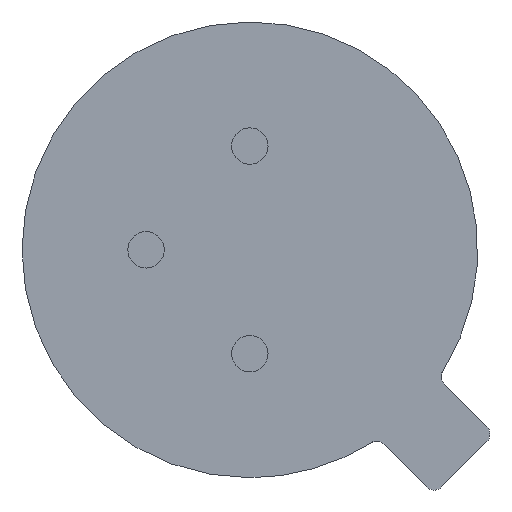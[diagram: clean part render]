
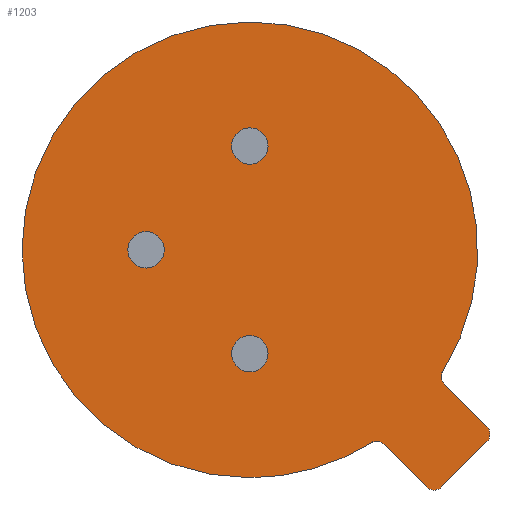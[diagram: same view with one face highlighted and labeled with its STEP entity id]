
A CAD part, front view. The second image highlights one B-rep face of the part: STEP entity #1203.
In plain terms, the highlighted planar face has unit normal (0, -1, 0).
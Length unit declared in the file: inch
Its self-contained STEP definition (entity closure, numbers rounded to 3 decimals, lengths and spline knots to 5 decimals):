
#5 = DIRECTION ( 'NONE',  ( 0., -1., 0. ) ) ;
#11 = VERTEX_POINT ( 'NONE', #221 ) ;
#13 = EDGE_LOOP ( 'NONE', ( #1064, #541 ) ) ;
#16 = DIRECTION ( 'NONE',  ( 0., 0., -1. ) ) ;
#21 = DIRECTION ( 'NONE',  ( 0., 1., 0. ) ) ;
#41 = DIRECTION ( 'NONE',  ( 0., 0., -1. ) ) ;
#42 = DIRECTION ( 'NONE',  ( 0., -1., 0. ) ) ;
#65 = DIRECTION ( 'NONE',  ( 0., -1., 0. ) ) ;
#68 = VERTEX_POINT ( 'NONE', #785 ) ;
#84 = VERTEX_POINT ( 'NONE', #777 ) ;
#88 = ORIENTED_EDGE ( 'NONE', *, *, #871, .F. ) ;
#91 = DIRECTION ( 'NONE',  ( 0., -1., 0. ) ) ;
#93 = DIRECTION ( 'NONE',  ( 0., 0., -1. ) ) ;
#98 = AXIS2_PLACEMENT_3D ( 'NONE', #1127, #5, #437 ) ;
#101 = EDGE_LOOP ( 'NONE', ( #277, #1382, #763, #645, #1219, #938, #574, #1024, #521, #1329 ) ) ;
#141 = DIRECTION ( 'NONE',  ( 0.707, 0., -0.707 ) ) ;
#162 = AXIS2_PLACEMENT_3D ( 'NONE', #1240, #782, #796 ) ;
#174 = EDGE_CURVE ( 'NONE', #779, #801, #775, .T. ) ;
#175 = VERTEX_POINT ( 'NONE', #463 ) ;
#178 = DIRECTION ( 'NONE',  ( 0., 0., -1. ) ) ;
#179 = CARTESIAN_POINT ( 'NONE',  ( 0., 0., -0.05875 ) ) ;
#182 = AXIS2_PLACEMENT_3D ( 'NONE', #371, #481, #41 ) ;
#221 = CARTESIAN_POINT ( 'NONE',  ( 0.09361, 0., -0.06462 ) ) ;
#229 = CARTESIAN_POINT ( 'NONE',  ( 0.09714, 0., -0.06108 ) ) ;
#233 = AXIS2_PLACEMENT_3D ( 'NONE', #326, #1223, #531 ) ;
#243 = CARTESIAN_POINT ( 'NONE',  ( 0., 0., -0.05 ) ) ;
#248 = EDGE_CURVE ( 'NONE', #84, #801, #1215, .T. ) ;
#262 = CARTESIAN_POINT ( 'NONE',  ( 0.11774, 0., -0.08875 ) ) ;
#264 = CARTESIAN_POINT ( 'NONE',  ( 0.1142, 0., -0.08521 ) ) ;
#265 = ORIENTED_EDGE ( 'NONE', *, *, #1390, .F. ) ;
#277 = ORIENTED_EDGE ( 'NONE', *, *, #456, .T. ) ;
#278 = EDGE_CURVE ( 'NONE', #868, #68, #572, .T. ) ;
#279 = VERTEX_POINT ( 'NONE', #589 ) ;
#286 = EDGE_CURVE ( 'NONE', #68, #1406, #1097, .T. ) ;
#289 = DIRECTION ( 'NONE',  ( 0., -1., 0. ) ) ;
#293 = AXIS2_PLACEMENT_3D ( 'NONE', #958, #866, #623 ) ;
#297 = CARTESIAN_POINT ( 'NONE',  ( 0.09228, 0., -0.1142 ) ) ;
#300 = DIRECTION ( 'NONE',  ( 0., 0., -1. ) ) ;
#303 = EDGE_CURVE ( 'NONE', #1285, #1280, #812, .T. ) ;
#323 = AXIS2_PLACEMENT_3D ( 'NONE', #243, #1020, #16 ) ;
#326 = CARTESIAN_POINT ( 'NONE',  ( 0., 0., -0.05 ) ) ;
#330 = EDGE_CURVE ( 'NONE', #579, #969, #894, .T. ) ;
#359 = EDGE_CURVE ( 'NONE', #279, #1008, #1201, .T. ) ;
#366 = DIRECTION ( 'NONE',  ( 0., 0., -1. ) ) ;
#371 = CARTESIAN_POINT ( 'NONE',  ( 0., 0., 0. ) ) ;
#376 = CARTESIAN_POINT ( 'NONE',  ( 0., 0., -0.04125 ) ) ;
#401 = CARTESIAN_POINT ( 'NONE',  ( 0., 0., -0.10975 ) ) ;
#437 = DIRECTION ( 'NONE',  ( 0., 0., -1. ) ) ;
#443 = CARTESIAN_POINT ( 'NONE',  ( 0.06108, 0., -0.09714 ) ) ;
#449 = CARTESIAN_POINT ( 'NONE',  ( 0.09073, 0., -0.06174 ) ) ;
#451 = ORIENTED_EDGE ( 'NONE', *, *, #303, .F. ) ;
#456 = EDGE_CURVE ( 'NONE', #1008, #84, #530, .T. ) ;
#463 = CARTESIAN_POINT ( 'NONE',  ( -0.05, 0., 0.00875 ) ) ;
#481 = DIRECTION ( 'NONE',  ( 0., -1., 0. ) ) ;
#521 = ORIENTED_EDGE ( 'NONE', *, *, #823, .T. ) ;
#523 = VERTEX_POINT ( 'NONE', #1362 ) ;
#530 = LINE ( 'NONE', #580, #1397 ) ;
#531 = DIRECTION ( 'NONE',  ( 0., 0., -1. ) ) ;
#534 = FACE_BOUND ( 'NONE', #855, .T. ) ;
#541 = ORIENTED_EDGE ( 'NONE', *, *, #1047, .F. ) ;
#559 = EDGE_CURVE ( 'NONE', #11, #868, #1340, .T. ) ;
#572 = CIRCLE ( 'NONE', #1110, 0.10975 ) ;
#574 = ORIENTED_EDGE ( 'NONE', *, *, #278, .T. ) ;
#578 = DIRECTION ( 'NONE',  ( 0., 0., -1. ) ) ;
#579 = VERTEX_POINT ( 'NONE', #657 ) ;
#580 = CARTESIAN_POINT ( 'NONE',  ( 0.06174, 0., -0.09073 ) ) ;
#589 = CARTESIAN_POINT ( 'NONE',  ( 0.05842, 0., -0.09291 ) ) ;
#594 = AXIS2_PLACEMENT_3D ( 'NONE', #767, #651, #93 ) ;
#602 = CARTESIAN_POINT ( 'NONE',  ( 0.08875, 0., -0.11067 ) ) ;
#611 = EDGE_CURVE ( 'NONE', #11, #1211, #754, .T. ) ;
#623 = DIRECTION ( 'NONE',  ( 0., 0., -1. ) ) ;
#637 = CARTESIAN_POINT ( 'NONE',  ( 0.06462, 0., -0.09361 ) ) ;
#643 = CARTESIAN_POINT ( 'NONE',  ( 0., 0., 0.04125 ) ) ;
#645 = ORIENTED_EDGE ( 'NONE', *, *, #990, .T. ) ;
#651 = DIRECTION ( 'NONE',  ( 0., -1., 0. ) ) ;
#657 = CARTESIAN_POINT ( 'NONE',  ( 0., 0., 0.05875 ) ) ;
#661 = DIRECTION ( 'NONE',  ( 0., 0., -1. ) ) ;
#671 = AXIS2_PLACEMENT_3D ( 'NONE', #710, #42, #828 ) ;
#696 = CIRCLE ( 'NONE', #233, 0.00875 ) ;
#698 = CARTESIAN_POINT ( 'NONE',  ( 0.10975, 0., 0. ) ) ;
#710 = CARTESIAN_POINT ( 'NONE',  ( -0.05, 0., 0. ) ) ;
#754 = LINE ( 'NONE', #449, #1275 ) ;
#759 = FACE_BOUND ( 'NONE', #13, .T. ) ;
#763 = ORIENTED_EDGE ( 'NONE', *, *, #174, .F. ) ;
#767 = CARTESIAN_POINT ( 'NONE',  ( 0.11067, 0., -0.08875 ) ) ;
#775 = LINE ( 'NONE', #262, #1324 ) ;
#777 = CARTESIAN_POINT ( 'NONE',  ( 0.08521, 0., -0.1142 ) ) ;
#779 = VERTEX_POINT ( 'NONE', #858 ) ;
#781 = EDGE_LOOP ( 'NONE', ( #451, #88 ) ) ;
#782 = DIRECTION ( 'NONE',  ( 0., -1., 0. ) ) ;
#785 = CARTESIAN_POINT ( 'NONE',  ( 0., 0., 0.10975 ) ) ;
#796 = DIRECTION ( 'NONE',  ( 0., 0., -1. ) ) ;
#801 = VERTEX_POINT ( 'NONE', #297 ) ;
#806 = DIRECTION ( 'NONE',  ( 0., -1., 0. ) ) ;
#812 = CIRCLE ( 'NONE', #323, 0.00875 ) ;
#823 = EDGE_CURVE ( 'NONE', #1406, #279, #1052, .T. ) ;
#828 = DIRECTION ( 'NONE',  ( 0., 0., -1. ) ) ;
#855 = EDGE_LOOP ( 'NONE', ( #952, #265 ) ) ;
#858 = CARTESIAN_POINT ( 'NONE',  ( 0.1142, 0., -0.09228 ) ) ;
#866 = DIRECTION ( 'NONE',  ( 0., -1., 0. ) ) ;
#868 = VERTEX_POINT ( 'NONE', #1121 ) ;
#871 = EDGE_CURVE ( 'NONE', #1280, #1285, #696, .T. ) ;
#894 = CIRCLE ( 'NONE', #162, 0.00875 ) ;
#903 = AXIS2_PLACEMENT_3D ( 'NONE', #602, #289, #366 ) ;
#915 = DIRECTION ( 'NONE',  ( 0.707, 0., -0.707 ) ) ;
#932 = FACE_BOUND ( 'NONE', #781, .T. ) ;
#938 = ORIENTED_EDGE ( 'NONE', *, *, #559, .T. ) ;
#952 = ORIENTED_EDGE ( 'NONE', *, *, #1198, .F. ) ;
#958 = CARTESIAN_POINT ( 'NONE',  ( 0., 0., 0. ) ) ;
#969 = VERTEX_POINT ( 'NONE', #643 ) ;
#985 = CIRCLE ( 'NONE', #594, 0.005 ) ;
#990 = EDGE_CURVE ( 'NONE', #779, #1211, #985, .T. ) ;
#1001 = DIRECTION ( 'NONE',  ( 0., 1., 0. ) ) ;
#1005 = DIRECTION ( 'NONE',  ( 0., 0., -1. ) ) ;
#1008 = VERTEX_POINT ( 'NONE', #637 ) ;
#1020 = DIRECTION ( 'NONE',  ( 0., -1., 0. ) ) ;
#1024 = ORIENTED_EDGE ( 'NONE', *, *, #286, .T. ) ;
#1041 = DIRECTION ( 'NONE',  ( -0.707, 0., -0.707 ) ) ;
#1047 = EDGE_CURVE ( 'NONE', #969, #579, #1282, .T. ) ;
#1052 = CIRCLE ( 'NONE', #293, 0.10975 ) ;
#1064 = ORIENTED_EDGE ( 'NONE', *, *, #330, .F. ) ;
#1092 = CARTESIAN_POINT ( 'NONE',  ( -0.05, 0., 0. ) ) ;
#1097 = CIRCLE ( 'NONE', #182, 0.10975 ) ;
#1110 = AXIS2_PLACEMENT_3D ( 'NONE', #1262, #65, #178 ) ;
#1121 = CARTESIAN_POINT ( 'NONE',  ( 0.09291, 0., -0.05842 ) ) ;
#1127 = CARTESIAN_POINT ( 'NONE',  ( 0., 0., 0.05 ) ) ;
#1137 = CIRCLE ( 'NONE', #671, 0.00875 ) ;
#1157 = AXIS2_PLACEMENT_3D ( 'NONE', #698, #806, #578 ) ;
#1159 = PLANE ( 'NONE',  #1157 ) ;
#1198 = EDGE_CURVE ( 'NONE', #175, #523, #1137, .T. ) ;
#1201 = CIRCLE ( 'NONE', #1398, 0.005 ) ;
#1203 = ADVANCED_FACE ( 'NONE', ( #759, #534, #932, #1235 ), #1159, .T. ) ;
#1211 = VERTEX_POINT ( 'NONE', #264 ) ;
#1215 = CIRCLE ( 'NONE', #903, 0.005 ) ;
#1217 = AXIS2_PLACEMENT_3D ( 'NONE', #1092, #91, #300 ) ;
#1219 = ORIENTED_EDGE ( 'NONE', *, *, #611, .F. ) ;
#1223 = DIRECTION ( 'NONE',  ( 0., -1., 0. ) ) ;
#1235 = FACE_OUTER_BOUND ( 'NONE', #101, .T. ) ;
#1240 = CARTESIAN_POINT ( 'NONE',  ( 0., 0., 0.05 ) ) ;
#1262 = CARTESIAN_POINT ( 'NONE',  ( 0., 0., 0. ) ) ;
#1275 = VECTOR ( 'NONE', #141, 39.37008 ) ;
#1280 = VERTEX_POINT ( 'NONE', #179 ) ;
#1282 = CIRCLE ( 'NONE', #98, 0.00875 ) ;
#1285 = VERTEX_POINT ( 'NONE', #376 ) ;
#1289 = AXIS2_PLACEMENT_3D ( 'NONE', #229, #1001, #661 ) ;
#1324 = VECTOR ( 'NONE', #1041, 39.37008 ) ;
#1329 = ORIENTED_EDGE ( 'NONE', *, *, #359, .T. ) ;
#1340 = CIRCLE ( 'NONE', #1289, 0.005 ) ;
#1359 = CIRCLE ( 'NONE', #1217, 0.00875 ) ;
#1362 = CARTESIAN_POINT ( 'NONE',  ( -0.05, 0., -0.00875 ) ) ;
#1382 = ORIENTED_EDGE ( 'NONE', *, *, #248, .T. ) ;
#1390 = EDGE_CURVE ( 'NONE', #523, #175, #1359, .T. ) ;
#1397 = VECTOR ( 'NONE', #915, 39.37008 ) ;
#1398 = AXIS2_PLACEMENT_3D ( 'NONE', #443, #21, #1005 ) ;
#1406 = VERTEX_POINT ( 'NONE', #401 ) ;
